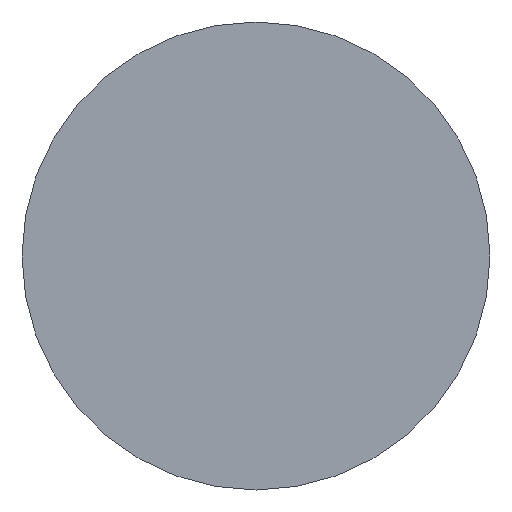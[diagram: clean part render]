
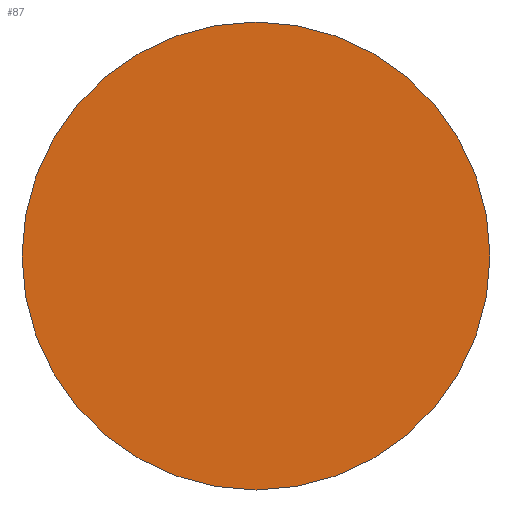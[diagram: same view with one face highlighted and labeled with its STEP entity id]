
A CAD part, left-side view. The second image highlights one B-rep face of the part: STEP entity #87.
In plain terms, the highlighted planar face has unit normal (-1, 0, 0).
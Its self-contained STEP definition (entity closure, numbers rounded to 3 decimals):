
#4 = FACE_OUTER_BOUND ( 'NONE', #145, .T. ) ;
#33 = DIRECTION ( 'NONE',  ( -1., 0., 0. ) ) ;
#34 = CARTESIAN_POINT ( 'NONE',  ( 578.282, 288.321, -12.5 ) ) ;
#38 = CARTESIAN_POINT ( 'NONE',  ( 578.282, 288.321, 0. ) ) ;
#41 = DIRECTION ( 'NONE',  ( 0., 0., 1. ) ) ;
#44 = AXIS2_PLACEMENT_3D ( 'NONE', #156, #67, #164 ) ;
#52 = PLANE ( 'NONE',  #44 ) ;
#67 = DIRECTION ( 'NONE',  ( 1., 0., 0. ) ) ;
#68 = ORIENTED_EDGE ( 'NONE', *, *, #149, .T. ) ;
#75 = ORIENTED_EDGE ( 'NONE', *, *, #106, .T. ) ;
#76 = AXIS2_PLACEMENT_3D ( 'NONE', #38, #90, #41 ) ;
#87 = ADVANCED_FACE ( 'NONE', ( #4 ), #52, .F. ) ;
#90 = DIRECTION ( 'NONE',  ( -1., 0., 0. ) ) ;
#106 = EDGE_CURVE ( 'NONE', #124, #122, #176, .T. ) ;
#122 = VERTEX_POINT ( 'NONE', #128 ) ;
#124 = VERTEX_POINT ( 'NONE', #34 ) ;
#126 = CARTESIAN_POINT ( 'NONE',  ( 578.282, 288.321, 0. ) ) ;
#128 = CARTESIAN_POINT ( 'NONE',  ( 578.282, 288.321, 12.5 ) ) ;
#144 = CIRCLE ( 'NONE', #76, 12.5 ) ;
#145 = EDGE_LOOP ( 'NONE', ( #68, #75 ) ) ;
#149 = EDGE_CURVE ( 'NONE', #122, #124, #144, .T. ) ;
#156 = CARTESIAN_POINT ( 'NONE',  ( 578.282, 288.321, 0. ) ) ;
#162 = DIRECTION ( 'NONE',  ( 0., 0., 1. ) ) ;
#164 = DIRECTION ( 'NONE',  ( 0., 0., -1. ) ) ;
#174 = AXIS2_PLACEMENT_3D ( 'NONE', #126, #33, #162 ) ;
#176 = CIRCLE ( 'NONE', #174, 12.5 ) ;
